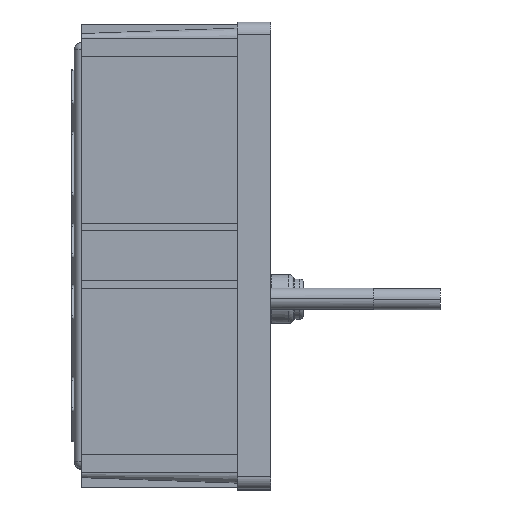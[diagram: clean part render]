
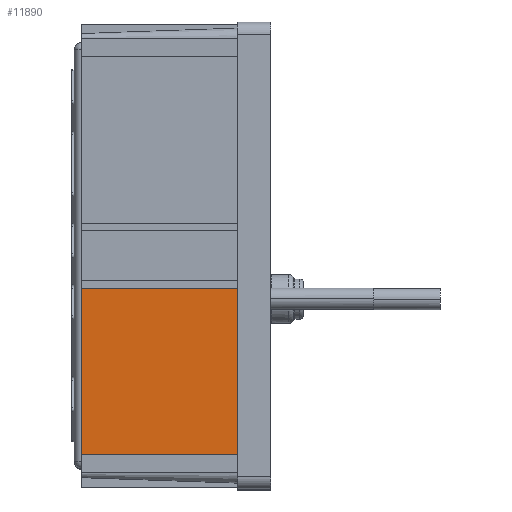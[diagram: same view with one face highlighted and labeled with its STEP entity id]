
A CAD part, top view. The second image highlights one B-rep face of the part: STEP entity #11890.
In plain terms, the highlighted planar face has unit normal (-0.035, 0, 0.999).
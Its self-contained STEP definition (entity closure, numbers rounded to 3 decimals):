
#6337=CARTESIAN_POINT('Vertex',(5.927,-80.855,87.855)) ;
#6340=CARTESIAN_POINT('Line Origine',(5.927,-47.052,87.855)) ;
#6344=CARTESIAN_POINT('Vertex',(5.927,-13.25,87.855)) ;
#11149=CARTESIAN_POINT('Line Origine',(37.677,-13.25,88.963)) ;
#11153=CARTESIAN_POINT('Vertex',(69.427,-13.25,90.072)) ;
#11851=CARTESIAN_POINT('Vertex',(69.427,-80.855,90.072)) ;
#11856=CARTESIAN_POINT('Line Origine',(37.677,-80.855,88.963)) ;
#11874=CARTESIAN_POINT('Axis2P3D Location',(2.927,0.,87.75)) ;
#11879=CARTESIAN_POINT('Line Origine',(69.427,0.,90.072)) ;
#6341=DIRECTION('Vector Direction',(0.,1.,0.)) ;
#11150=DIRECTION('Vector Direction',(0.999,0.,0.035)) ;
#11857=DIRECTION('Vector Direction',(0.999,0.,0.035)) ;
#11875=DIRECTION('Axis2P3D Direction',(-0.035,0.,0.999)) ;
#11876=DIRECTION('Axis2P3D XDirection',(0.,-1.,0.)) ;
#11880=DIRECTION('Vector Direction',(0.,-1.,0.)) ;
#11877=AXIS2_PLACEMENT_3D('Plane Axis2P3D',#11874,#11875,#11876) ;
#11885=ORIENTED_EDGE('',*,*,#6346,.T.) ;
#11886=ORIENTED_EDGE('',*,*,#11860,.T.) ;
#11887=ORIENTED_EDGE('',*,*,#11883,.F.) ;
#11888=ORIENTED_EDGE('',*,*,#11155,.F.) ;
#6342=VECTOR('Line Direction',#6341,1.) ;
#11151=VECTOR('Line Direction',#11150,1.) ;
#11858=VECTOR('Line Direction',#11857,1.) ;
#11881=VECTOR('Line Direction',#11880,1.) ;
#11890=ADVANCED_FACE('PartBody',(#11889),#11878,.T.) ;
#6346=EDGE_CURVE('',#6345,#6338,#6343,.F.) ;
#11155=EDGE_CURVE('',#6345,#11154,#11152,.T.) ;
#11860=EDGE_CURVE('',#6338,#11852,#11859,.T.) ;
#11883=EDGE_CURVE('',#11154,#11852,#11882,.T.) ;
#11884=EDGE_LOOP('',(#11885,#11886,#11887,#11888)) ;
#11889=FACE_OUTER_BOUND('',#11884,.T.) ;
#6343=LINE('Line',#6340,#6342) ;
#11152=LINE('Line',#11149,#11151) ;
#11859=LINE('Line',#11856,#11858) ;
#11882=LINE('Line',#11879,#11881) ;
#11878=PLANE('',#11877) ;
#6338=VERTEX_POINT('',#6337) ;
#6345=VERTEX_POINT('',#6344) ;
#11154=VERTEX_POINT('',#11153) ;
#11852=VERTEX_POINT('',#11851) ;
